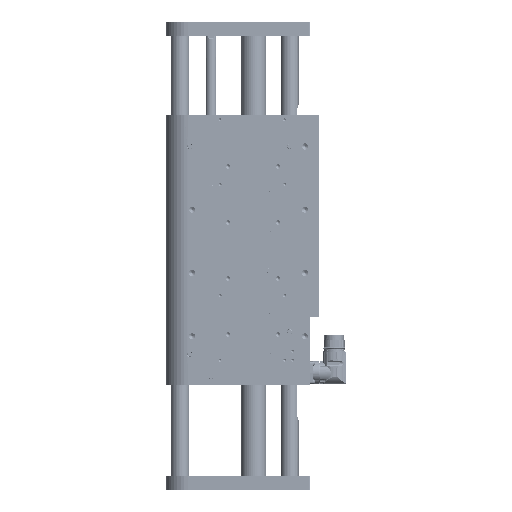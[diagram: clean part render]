
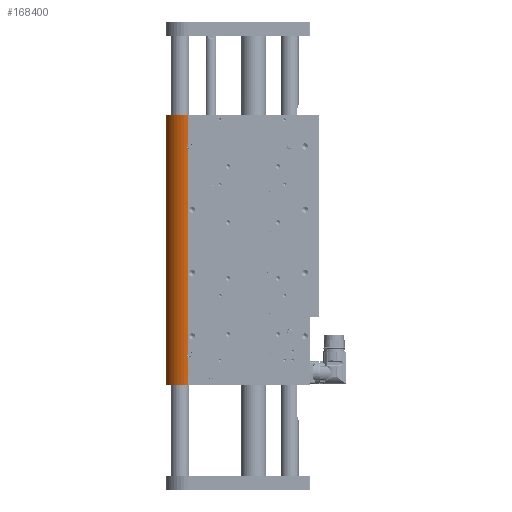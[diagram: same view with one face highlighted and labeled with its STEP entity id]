
A CAD part, left-side view. The second image highlights one B-rep face of the part: STEP entity #168400.
In plain terms, the highlighted cylindrical face has radius 25 mm (diameter 50 mm), a partial arc.
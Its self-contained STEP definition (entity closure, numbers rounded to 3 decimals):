
#348 = CARTESIAN_POINT ( 'NONE',  ( -24.957, 73.473, 34.762 ) ) ;
#7998 = LINE ( 'NONE', #142084, #158944 ) ;
#10800 = CARTESIAN_POINT ( 'NONE',  ( -25., 72., 31.873 ) ) ;
#11863 = VERTEX_POINT ( 'NONE', #28404 ) ;
#11923 = CARTESIAN_POINT ( 'NONE',  ( -24.96, 73.415, 265.155 ) ) ;
#12796 = CARTESIAN_POINT ( 'NONE',  ( -24.97, 73.221, 265.78 ) ) ;
#12867 = CARTESIAN_POINT ( 'NONE',  ( -25., 72.229, 32.004 ) ) ;
#12955 = LINE ( 'NONE', #87002, #157870 ) ;
#13695 = CARTESIAN_POINT ( 'NONE',  ( -24.958, 73.448, 263.973 ) ) ;
#14650 = CARTESIAN_POINT ( 'NONE',  ( -24.965, 73.317, 33.464 ) ) ;
#14921 = ORIENTED_EDGE ( 'NONE', *, *, #91169, .F. ) ;
#15179 = AXIS2_PLACEMENT_3D ( 'NONE', #66763, #37348, #76638 ) ;
#17711 = CARTESIAN_POINT ( 'NONE',  ( -25., 72., 299. ) ) ;
#18962 = CARTESIAN_POINT ( 'NONE',  ( -25., 72., 0. ) ) ;
#23499 = CARTESIAN_POINT ( 'NONE',  ( 25., 72., 299. ) ) ;
#25304 = CARTESIAN_POINT ( 'NONE',  ( -25., 72., 261.873 ) ) ;
#25818 = DIRECTION ( 'NONE',  ( -1., 0., 0. ) ) ;
#28029 = CARTESIAN_POINT ( 'NONE',  ( -24.958, 73.44, 35.024 ) ) ;
#28404 = CARTESIAN_POINT ( 'NONE',  ( -25., 72., 261.873 ) ) ;
#29225 = EDGE_CURVE ( 'NONE', #138215, #57106, #12955, .T. ) ;
#32858 = LINE ( 'NONE', #17711, #82207 ) ;
#37348 = DIRECTION ( 'NONE',  ( 0., 0., 1. ) ) ;
#37905 = CARTESIAN_POINT ( 'NONE',  ( -24.997, 72.441, 266.831 ) ) ;
#38315 = CARTESIAN_POINT ( 'NONE',  ( -25., 72., 299. ) ) ;
#40588 = CARTESIAN_POINT ( 'NONE',  ( -24.956, 73.481, 264.239 ) ) ;
#40652 = CARTESIAN_POINT ( 'NONE',  ( -24.956, 73.481, 34.632 ) ) ;
#41122 = EDGE_CURVE ( 'NONE', #57106, #72482, #80874, .T. ) ;
#46579 = ORIENTED_EDGE ( 'NONE', *, *, #78733, .T. ) ;
#47150 = DIRECTION ( 'NONE',  ( 0., 0., -1. ) ) ;
#49708 = ORIENTED_EDGE ( 'NONE', *, *, #106650, .F. ) ;
#49722 = ORIENTED_EDGE ( 'NONE', *, *, #109101, .T. ) ;
#50739 = CIRCLE ( 'NONE', #76344, 25. ) ;
#53935 = CARTESIAN_POINT ( 'NONE',  ( -24.965, 73.317, 265.537 ) ) ;
#53997 = CARTESIAN_POINT ( 'NONE',  ( -25., 72.23, 36.996 ) ) ;
#54822 = CARTESIAN_POINT ( 'NONE',  ( -24.982, 72.964, 266.244 ) ) ;
#55756 = CARTESIAN_POINT ( 'NONE',  ( -24.997, 72.438, 32.166 ) ) ;
#57106 = VERTEX_POINT ( 'NONE', #89995 ) ;
#58391 = ORIENTED_EDGE ( 'NONE', *, *, #41122, .T. ) ;
#59678 = AXIS2_PLACEMENT_3D ( 'NONE', #131303, #106283, #25818 ) ;
#62121 = ORIENTED_EDGE ( 'NONE', *, *, #168820, .F. ) ;
#62349 = B_SPLINE_CURVE_WITH_KNOTS ( 'NONE', 3,
 ( #25304, #161187, #79847, #80725, #106653, #136101, #134358, #13695, #40588, #64662, #65589, #67339, #11923, #53935, #12796, #54822, #120065, #37905, #150397, #173716 ),
 .UNSPECIFIED., .F., .F.,
 ( 4, 2, 2, 2, 2, 2, 2, 2, 2, 4 ),
 ( 0., 0.001, 0.002, 0.003, 0.003, 0.004, 0.004, 0.005, 0.006, 0.006 ),
 .UNSPECIFIED. ) ;
#64662 = CARTESIAN_POINT ( 'NONE',  ( -24.956, 73.481, 264.632 ) ) ;
#65589 = CARTESIAN_POINT ( 'NONE',  ( -24.957, 73.473, 264.762 ) ) ;
#65654 = CARTESIAN_POINT ( 'NONE',  ( -24.965, 73.317, 35.537 ) ) ;
#66763 = CARTESIAN_POINT ( 'NONE',  ( 0., 72., 0. ) ) ;
#67339 = CARTESIAN_POINT ( 'NONE',  ( -24.958, 73.44, 265.024 ) ) ;
#67402 = CARTESIAN_POINT ( 'NONE',  ( -24.988, 72.807, 32.545 ) ) ;
#71237 = LINE ( 'NONE', #154346, #99756 ) ;
#72482 = VERTEX_POINT ( 'NONE', #18962 ) ;
#75057 = DIRECTION ( 'NONE',  ( 0., 0., -1. ) ) ;
#76047 = ORIENTED_EDGE ( 'NONE', *, *, #29225, .T. ) ;
#76344 = AXIS2_PLACEMENT_3D ( 'NONE', #94147, #149495, #162954 ) ;
#76638 = DIRECTION ( 'NONE',  ( 1., 0., 0. ) ) ;
#78733 = EDGE_CURVE ( 'NONE', #155057, #140635, #128985, .T. ) ;
#79022 = CARTESIAN_POINT ( 'NONE',  ( -24.982, 72.964, 36.244 ) ) ;
#79847 = CARTESIAN_POINT ( 'NONE',  ( -24.997, 72.438, 262.166 ) ) ;
#80725 = CARTESIAN_POINT ( 'NONE',  ( -24.988, 72.807, 262.545 ) ) ;
#80874 = CIRCLE ( 'NONE', #15179, 25. ) ;
#81188 = CARTESIAN_POINT ( 'NONE',  ( -25., 72., 37.127 ) ) ;
#82207 = VECTOR ( 'NONE', #47150, 1000. ) ;
#82360 = ORIENTED_EDGE ( 'NONE', *, *, #131845, .F. ) ;
#82545 = CARTESIAN_POINT ( 'NONE',  ( -24.997, 72.441, 36.831 ) ) ;
#87002 = CARTESIAN_POINT ( 'NONE',  ( 25., 72., 299. ) ) ;
#89995 = CARTESIAN_POINT ( 'NONE',  ( 25., 72., 0. ) ) ;
#91169 = EDGE_CURVE ( 'NONE', #11863, #140635, #7998, .T. ) ;
#94147 = CARTESIAN_POINT ( 'NONE',  ( 0., 72., 299. ) ) ;
#95106 = CARTESIAN_POINT ( 'NONE',  ( -24.988, 72.807, 36.455 ) ) ;
#97866 = CARTESIAN_POINT ( 'NONE',  ( -25., 72., 267.127 ) ) ;
#99756 = VECTOR ( 'NONE', #168616, 1000. ) ;
#105398 = FACE_OUTER_BOUND ( 'NONE', #129405, .T. ) ;
#106283 = DIRECTION ( 'NONE',  ( 0., 0., -1. ) ) ;
#106650 = EDGE_CURVE ( 'NONE', #129022, #127530, #32858, .T. ) ;
#106653 = CARTESIAN_POINT ( 'NONE',  ( -24.982, 72.963, 262.756 ) ) ;
#109101 = EDGE_CURVE ( 'NONE', #11863, #127530, #62349, .T. ) ;
#110275 = CARTESIAN_POINT ( 'NONE',  ( -24.96, 73.415, 35.155 ) ) ;
#120065 = CARTESIAN_POINT ( 'NONE',  ( -24.988, 72.807, 266.455 ) ) ;
#121885 = CARTESIAN_POINT ( 'NONE',  ( -24.971, 73.22, 33.218 ) ) ;
#122779 = CARTESIAN_POINT ( 'NONE',  ( -25., 72., 31.873 ) ) ;
#127530 = VERTEX_POINT ( 'NONE', #97866 ) ;
#128985 = B_SPLINE_CURVE_WITH_KNOTS ( 'NONE', 3,
 ( #122779, #12867, #55756, #67402, #162131, #121885, #14650, #146927, #134420, #40652, #348, #28029, #110275, #65654, #150462, #79022, #95106, #82545, #53997, #175517 ),
 .UNSPECIFIED., .F., .F.,
 ( 4, 2, 2, 2, 2, 2, 2, 2, 2, 4 ),
 ( 0., 0.001, 0.002, 0.003, 0.003, 0.004, 0.004, 0.005, 0.006, 0.006 ),
 .UNSPECIFIED. ) ;
#129022 = VERTEX_POINT ( 'NONE', #38315 ) ;
#129405 = EDGE_LOOP ( 'NONE', ( #14921, #49722, #49708, #82360, #76047, #58391, #62121, #46579 ) ) ;
#131303 = CARTESIAN_POINT ( 'NONE',  ( 0., 72., 299. ) ) ;
#131845 = EDGE_CURVE ( 'NONE', #138215, #129022, #50739, .T. ) ;
#133051 = CYLINDRICAL_SURFACE ( 'NONE', #59678, 25. ) ;
#134358 = CARTESIAN_POINT ( 'NONE',  ( -24.965, 73.317, 263.464 ) ) ;
#134420 = CARTESIAN_POINT ( 'NONE',  ( -24.956, 73.481, 34.239 ) ) ;
#136101 = CARTESIAN_POINT ( 'NONE',  ( -24.971, 73.22, 263.218 ) ) ;
#138215 = VERTEX_POINT ( 'NONE', #23499 ) ;
#140635 = VERTEX_POINT ( 'NONE', #81188 ) ;
#142084 = CARTESIAN_POINT ( 'NONE',  ( -25., 72., 299. ) ) ;
#146927 = CARTESIAN_POINT ( 'NONE',  ( -24.958, 73.448, 33.973 ) ) ;
#149495 = DIRECTION ( 'NONE',  ( 0., 0., 1. ) ) ;
#150397 = CARTESIAN_POINT ( 'NONE',  ( -25., 72.23, 266.996 ) ) ;
#150462 = CARTESIAN_POINT ( 'NONE',  ( -24.97, 73.221, 35.78 ) ) ;
#153162 = DIRECTION ( 'NONE',  ( 0., 0., -1. ) ) ;
#154346 = CARTESIAN_POINT ( 'NONE',  ( -25., 72., 299. ) ) ;
#155057 = VERTEX_POINT ( 'NONE', #10800 ) ;
#157870 = VECTOR ( 'NONE', #153162, 1000. ) ;
#158944 = VECTOR ( 'NONE', #75057, 1000. ) ;
#161187 = CARTESIAN_POINT ( 'NONE',  ( -25., 72.229, 262.004 ) ) ;
#162131 = CARTESIAN_POINT ( 'NONE',  ( -24.982, 72.963, 32.756 ) ) ;
#162954 = DIRECTION ( 'NONE',  ( 1., 0., 0. ) ) ;
#168400 = ADVANCED_FACE ( 'NONE', ( #105398 ), #133051, .T. ) ;
#168616 = DIRECTION ( 'NONE',  ( 0., 0., -1. ) ) ;
#168820 = EDGE_CURVE ( 'NONE', #155057, #72482, #71237, .T. ) ;
#173716 = CARTESIAN_POINT ( 'NONE',  ( -25., 72., 267.127 ) ) ;
#175517 = CARTESIAN_POINT ( 'NONE',  ( -25., 72., 37.127 ) ) ;
